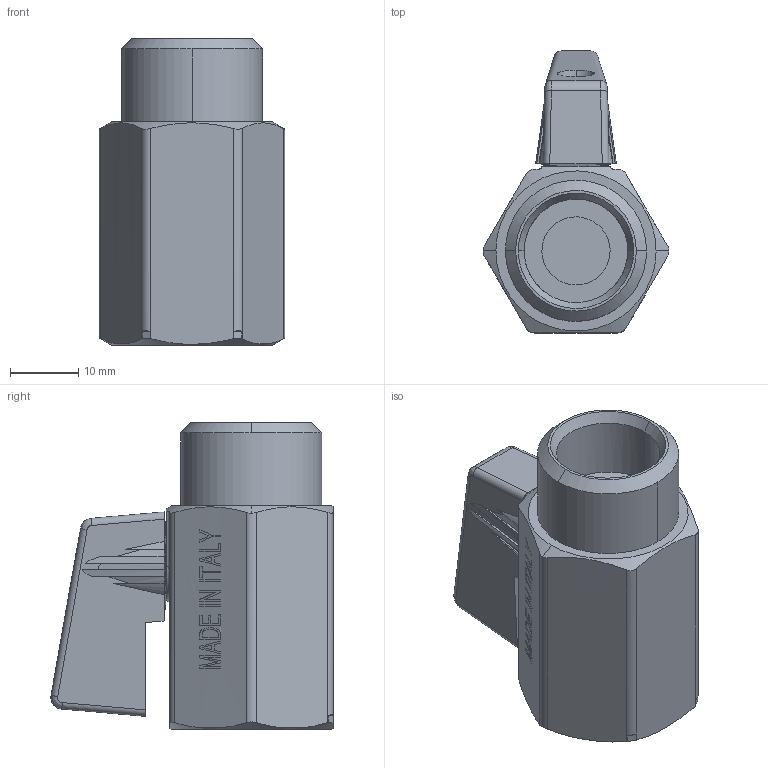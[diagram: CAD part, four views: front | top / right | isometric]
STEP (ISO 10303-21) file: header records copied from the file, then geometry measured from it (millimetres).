
FILE_DESCRIPTION (( 'STEP AP214' ), '1' );
FILE_NAME ('IT-MINI12604_Z.STEP', '2018-09-21T13:55:37', ( '' ), ( '' ), 'SwSTEP 2.0', 'SolidWorks 2018', '' );
FILE_SCHEMA (( 'AUTOMOTIVE_DESIGN' ));
Length unit declared in the file: millimetre
Products named in the file (1): IT-MINI12604_Z
Bounding box: 27.25 x 41.4 x 45 mm (x, y, z)
Surface area: 7727.9 mm2 (no closed solid volume)
Topology: 0 solids, 13 shells, 172 faces, 531 edges, 390 vertices
Faces by surface type: plane 101, cone 30, cylinder 29, bspline 12
Entity records: 8806 total; most frequent: CARTESIAN_POINT 4602, ORIENTED_EDGE 977, EDGE_CURVE 531, B_SPLINE_CURVE_WITH_KNOTS 521, VERTEX_POINT 390, DIRECTION 322, EDGE_LOOP 194, ADVANCED_FACE 172
